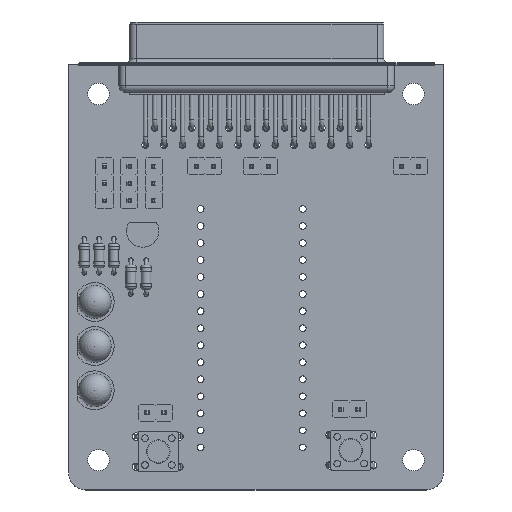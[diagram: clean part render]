
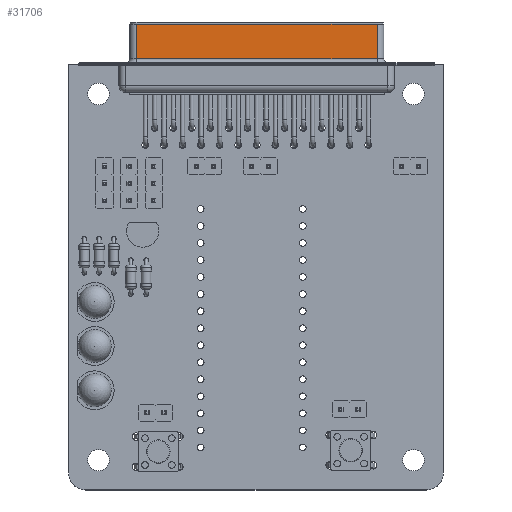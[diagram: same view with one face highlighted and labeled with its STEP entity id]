
A CAD part, top view. The second image highlights one B-rep face of the part: STEP entity #31706.
In plain terms, the highlighted planar face has unit normal (0, 0, 1).
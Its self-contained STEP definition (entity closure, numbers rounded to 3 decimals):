
#30739 = CYLINDRICAL_SURFACE('',#30740,0.6);
#30740 = AXIS2_PLACEMENT_3D('',#30741,#30742,#30743);
#30741 = CARTESIAN_POINT('',(-34.579,-12.84,10.8));
#30742 = DIRECTION('',(1.,0.,0.));
#30743 = DIRECTION('',(0.,0.,-1.));
#31165 = VERTEX_POINT('',#31166);
#31166 = CARTESIAN_POINT('',(1.339,-12.84,10.2));
#31181 = CYLINDRICAL_SURFACE('',#31182,1.);
#31182 = AXIS2_PLACEMENT_3D('',#31183,#31184,#31185);
#31183 = CARTESIAN_POINT('',(1.339,-12.24,9.2));
#31184 = DIRECTION('',(0.,-1.,0.));
#31185 = DIRECTION('',(0.,0.,1.));
#31220 = VERTEX_POINT('',#31221);
#31221 = CARTESIAN_POINT('',(-34.579,-12.84,10.2));
#31258 = CYLINDRICAL_SURFACE('',#31259,1.);
#31259 = AXIS2_PLACEMENT_3D('',#31260,#31261,#31262);
#31260 = CARTESIAN_POINT('',(-34.579,-12.24,9.2));
#31261 = DIRECTION('',(0.,-1.,0.));
#31262 = DIRECTION('',(0.,0.,1.));
#31277 = EDGE_CURVE('',#31220,#31165,#31278,.T.);
#31278 = SURFACE_CURVE('',#31279,(#31283,#31290),.PCURVE_S1.);
#31279 = LINE('',#31280,#31281);
#31280 = CARTESIAN_POINT('',(-34.579,-12.84,10.2));
#31281 = VECTOR('',#31282,1.);
#31282 = DIRECTION('',(1.,0.,0.));
#31283 = PCURVE('',#30739,#31284);
#31284 = DEFINITIONAL_REPRESENTATION('',(#31285),#31289);
#31285 = LINE('',#31286,#31287);
#31286 = CARTESIAN_POINT('',(0.,0.));
#31287 = VECTOR('',#31288,1.);
#31288 = DIRECTION('',(0.,1.));
#31289 = ( GEOMETRIC_REPRESENTATION_CONTEXT(2) 
PARAMETRIC_REPRESENTATION_CONTEXT() REPRESENTATION_CONTEXT('2D SPACE',''
  ) );
#31290 = PCURVE('',#31291,#31296);
#31291 = PLANE('',#31292);
#31292 = AXIS2_PLACEMENT_3D('',#31293,#31294,#31295);
#31293 = CARTESIAN_POINT('',(-35.77,-12.24,10.2));
#31294 = DIRECTION('',(0.,0.,1.));
#31295 = DIRECTION('',(1.,0.,-0.));
#31296 = DEFINITIONAL_REPRESENTATION('',(#31297),#31301);
#31297 = LINE('',#31298,#31299);
#31298 = CARTESIAN_POINT('',(1.191,-0.6));
#31299 = VECTOR('',#31300,1.);
#31300 = DIRECTION('',(1.,0.));
#31301 = ( GEOMETRIC_REPRESENTATION_CONTEXT(2) 
PARAMETRIC_REPRESENTATION_CONTEXT() REPRESENTATION_CONTEXT('2D SPACE',''
  ) );
#31601 = VERTEX_POINT('',#31602);
#31602 = CARTESIAN_POINT('',(1.339,-17.99,10.2));
#31631 = EDGE_CURVE('',#31165,#31601,#31632,.T.);
#31632 = SURFACE_CURVE('',#31633,(#31637,#31644),.PCURVE_S1.);
#31633 = LINE('',#31634,#31635);
#31634 = CARTESIAN_POINT('',(1.339,-12.24,10.2));
#31635 = VECTOR('',#31636,1.);
#31636 = DIRECTION('',(0.,-1.,0.));
#31637 = PCURVE('',#31181,#31638);
#31638 = DEFINITIONAL_REPRESENTATION('',(#31639),#31643);
#31639 = LINE('',#31640,#31641);
#31640 = CARTESIAN_POINT('',(6.283,0.));
#31641 = VECTOR('',#31642,1.);
#31642 = DIRECTION('',(0.,1.));
#31643 = ( GEOMETRIC_REPRESENTATION_CONTEXT(2) 
PARAMETRIC_REPRESENTATION_CONTEXT() REPRESENTATION_CONTEXT('2D SPACE',''
  ) );
#31644 = PCURVE('',#31291,#31645);
#31645 = DEFINITIONAL_REPRESENTATION('',(#31646),#31650);
#31646 = LINE('',#31647,#31648);
#31647 = CARTESIAN_POINT('',(37.109,0.));
#31648 = VECTOR('',#31649,1.);
#31649 = DIRECTION('',(0.,-1.));
#31650 = ( GEOMETRIC_REPRESENTATION_CONTEXT(2) 
PARAMETRIC_REPRESENTATION_CONTEXT() REPRESENTATION_CONTEXT('2D SPACE',''
  ) );
#31655 = EDGE_CURVE('',#31220,#31656,#31658,.T.);
#31656 = VERTEX_POINT('',#31657);
#31657 = CARTESIAN_POINT('',(-34.579,-17.99,10.2));
#31658 = SURFACE_CURVE('',#31659,(#31663,#31670),.PCURVE_S1.);
#31659 = LINE('',#31660,#31661);
#31660 = CARTESIAN_POINT('',(-34.579,-12.24,10.2));
#31661 = VECTOR('',#31662,1.);
#31662 = DIRECTION('',(0.,-1.,0.));
#31663 = PCURVE('',#31258,#31664);
#31664 = DEFINITIONAL_REPRESENTATION('',(#31665),#31669);
#31665 = LINE('',#31666,#31667);
#31666 = CARTESIAN_POINT('',(0.,0.));
#31667 = VECTOR('',#31668,1.);
#31668 = DIRECTION('',(0.,1.));
#31669 = ( GEOMETRIC_REPRESENTATION_CONTEXT(2) 
PARAMETRIC_REPRESENTATION_CONTEXT() REPRESENTATION_CONTEXT('2D SPACE',''
  ) );
#31670 = PCURVE('',#31291,#31671);
#31671 = DEFINITIONAL_REPRESENTATION('',(#31672),#31676);
#31672 = LINE('',#31673,#31674);
#31673 = CARTESIAN_POINT('',(1.191,0.));
#31674 = VECTOR('',#31675,1.);
#31675 = DIRECTION('',(0.,-1.));
#31676 = ( GEOMETRIC_REPRESENTATION_CONTEXT(2) 
PARAMETRIC_REPRESENTATION_CONTEXT() REPRESENTATION_CONTEXT('2D SPACE',''
  ) );
#31706 = ADVANCED_FACE('',(#31707),#31291,.T.);
#31707 = FACE_BOUND('',#31708,.T.);
#31708 = EDGE_LOOP('',(#31709,#31710,#31736,#31737));
#31709 = ORIENTED_EDGE('',*,*,#31655,.T.);
#31710 = ORIENTED_EDGE('',*,*,#31711,.F.);
#31711 = EDGE_CURVE('',#31601,#31656,#31712,.T.);
#31712 = SURFACE_CURVE('',#31713,(#31717,#31724),.PCURVE_S1.);
#31713 = LINE('',#31714,#31715);
#31714 = CARTESIAN_POINT('',(1.339,-17.99,10.2));
#31715 = VECTOR('',#31716,1.);
#31716 = DIRECTION('',(-1.,0.,-0.));
#31717 = PCURVE('',#31291,#31718);
#31718 = DEFINITIONAL_REPRESENTATION('',(#31719),#31723);
#31719 = LINE('',#31720,#31721);
#31720 = CARTESIAN_POINT('',(37.109,-5.75));
#31721 = VECTOR('',#31722,1.);
#31722 = DIRECTION('',(-1.,0.));
#31723 = ( GEOMETRIC_REPRESENTATION_CONTEXT(2) 
PARAMETRIC_REPRESENTATION_CONTEXT() REPRESENTATION_CONTEXT('2D SPACE',''
  ) );
#31724 = PCURVE('',#31725,#31730);
#31725 = PLANE('',#31726);
#31726 = AXIS2_PLACEMENT_3D('',#31727,#31728,#31729);
#31727 = CARTESIAN_POINT('',(1.339,-18.015,10.175));
#31728 = DIRECTION('',(0.,0.707,-0.707));
#31729 = DIRECTION('',(-1.,0.,-0.));
#31730 = DEFINITIONAL_REPRESENTATION('',(#31731),#31735);
#31731 = LINE('',#31732,#31733);
#31732 = CARTESIAN_POINT('',(0.,0.035));
#31733 = VECTOR('',#31734,1.);
#31734 = DIRECTION('',(1.,0.));
#31735 = ( GEOMETRIC_REPRESENTATION_CONTEXT(2) 
PARAMETRIC_REPRESENTATION_CONTEXT() REPRESENTATION_CONTEXT('2D SPACE',''
  ) );
#31736 = ORIENTED_EDGE('',*,*,#31631,.F.);
#31737 = ORIENTED_EDGE('',*,*,#31277,.F.);
